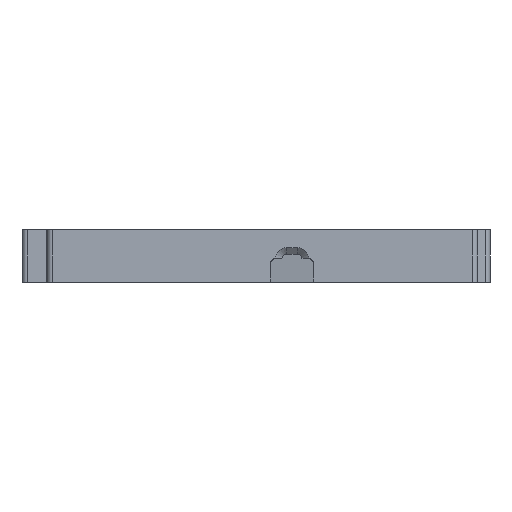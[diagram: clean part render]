
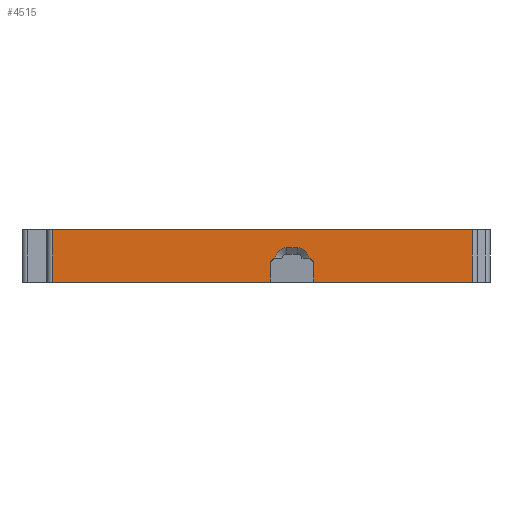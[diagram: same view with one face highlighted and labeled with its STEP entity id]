
A CAD part, left-side view. The second image highlights one B-rep face of the part: STEP entity #4515.
In plain terms, the highlighted planar face has unit normal (-1, 0, 0).
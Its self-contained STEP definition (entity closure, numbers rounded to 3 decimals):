
#312=FACE_OUTER_BOUND('',#546,.T.);
#546=EDGE_LOOP('',(#4021,#4022,#4023,#4024,#4025,#4026,#4027,#4028,#4029,
#4030,#4031,#4032));
#693=CIRCLE('',#4890,2.144);
#695=CIRCLE('',#4894,1.1);
#696=CIRCLE('',#4895,2.144);
#697=CIRCLE('',#4896,1.1);
#922=LINE('',#6746,#1434);
#1012=LINE('',#6982,#1524);
#1022=LINE('',#7006,#1534);
#1070=LINE('',#7115,#1582);
#1197=LINE('',#7449,#1709);
#1198=LINE('',#7451,#1710);
#1199=LINE('',#7458,#1711);
#1200=LINE('',#7459,#1712);
#1434=VECTOR('',#5370,10.);
#1524=VECTOR('',#5612,10.);
#1534=VECTOR('',#5634,10.);
#1582=VECTOR('',#5738,10.);
#1709=VECTOR('',#6115,10.);
#1710=VECTOR('',#6116,10.);
#1711=VECTOR('',#6123,10.);
#1712=VECTOR('',#6124,10.);
#1963=VERTEX_POINT('',#6743);
#1964=VERTEX_POINT('',#6745);
#2034=VERTEX_POINT('',#6980);
#2042=VERTEX_POINT('',#7005);
#2074=VERTEX_POINT('',#7112);
#2075=VERTEX_POINT('',#7114);
#2146=VERTEX_POINT('',#7431);
#2150=VERTEX_POINT('',#7448);
#2151=VERTEX_POINT('',#7450);
#2152=VERTEX_POINT('',#7453);
#2153=VERTEX_POINT('',#7455);
#2154=VERTEX_POINT('',#7457);
#2451=EDGE_CURVE('',#1964,#1963,#922,.T.);
#2574=EDGE_CURVE('',#2034,#1963,#1012,.T.);
#2586=EDGE_CURVE('',#1964,#2042,#1022,.T.);
#2638=EDGE_CURVE('',#2074,#2075,#1070,.T.);
#2795=EDGE_CURVE('',#2075,#2146,#693,.T.);
#2798=EDGE_CURVE('',#2034,#2150,#1197,.T.);
#2799=EDGE_CURVE('',#2150,#2151,#1198,.T.);
#2800=EDGE_CURVE('',#2151,#2146,#695,.T.);
#2801=EDGE_CURVE('',#2152,#2074,#696,.T.);
#2802=EDGE_CURVE('',#2152,#2153,#697,.T.);
#2803=EDGE_CURVE('',#2153,#2154,#1199,.T.);
#2804=EDGE_CURVE('',#2154,#2042,#1200,.T.);
#4021=ORIENTED_EDGE('',*,*,#2574,.F.);
#4022=ORIENTED_EDGE('',*,*,#2798,.T.);
#4023=ORIENTED_EDGE('',*,*,#2799,.T.);
#4024=ORIENTED_EDGE('',*,*,#2800,.T.);
#4025=ORIENTED_EDGE('',*,*,#2795,.F.);
#4026=ORIENTED_EDGE('',*,*,#2638,.F.);
#4027=ORIENTED_EDGE('',*,*,#2801,.F.);
#4028=ORIENTED_EDGE('',*,*,#2802,.T.);
#4029=ORIENTED_EDGE('',*,*,#2803,.T.);
#4030=ORIENTED_EDGE('',*,*,#2804,.T.);
#4031=ORIENTED_EDGE('',*,*,#2586,.F.);
#4032=ORIENTED_EDGE('',*,*,#2451,.T.);
#4292=PLANE('',#4893);
#4515=ADVANCED_FACE('',(#312),#4292,.T.);
#4890=AXIS2_PLACEMENT_3D('',#7442,#6106,#6107);
#4893=AXIS2_PLACEMENT_3D('',#7447,#6113,#6114);
#4894=AXIS2_PLACEMENT_3D('',#7452,#6117,#6118);
#4895=AXIS2_PLACEMENT_3D('',#7454,#6119,#6120);
#4896=AXIS2_PLACEMENT_3D('',#7456,#6121,#6122);
#5370=DIRECTION('',(0.,1.,0.));
#5612=DIRECTION('',(0.,0.,1.));
#5634=DIRECTION('',(0.,0.,-1.));
#5738=DIRECTION('',(0.,1.,0.));
#6106=DIRECTION('center_axis',(-1.,0.,0.));
#6107=DIRECTION('ref_axis',(0.,0.,-1.));
#6113=DIRECTION('center_axis',(-1.,0.,0.));
#6114=DIRECTION('ref_axis',(0.,-1.,0.));
#6115=DIRECTION('',(0.,-1.,0.));
#6116=DIRECTION('',(0.,0.,1.));
#6117=DIRECTION('center_axis',(1.,0.,0.));
#6118=DIRECTION('ref_axis',(0.,0.,1.));
#6119=DIRECTION('center_axis',(-1.,0.,0.));
#6120=DIRECTION('ref_axis',(0.,0.,1.));
#6121=DIRECTION('center_axis',(1.,0.,0.));
#6122=DIRECTION('ref_axis',(0.,-1.,0.));
#6123=DIRECTION('',(0.,0.,-1.));
#6124=DIRECTION('',(0.,-1.,0.));
#6743=CARTESIAN_POINT('',(83.126,-52.827,7.9));
#6745=CARTESIAN_POINT('',(83.126,-132.258,7.9));
#6746=CARTESIAN_POINT('',(83.126,-71.635,7.9));
#6980=CARTESIAN_POINT('',(83.126,-52.827,-2.));
#6982=CARTESIAN_POINT('',(83.126,-52.827,0.));
#7005=CARTESIAN_POINT('',(83.126,-132.258,-2.));
#7006=CARTESIAN_POINT('',(83.126,-132.258,0.));
#7112=CARTESIAN_POINT('',(83.126,-99.188,4.539));
#7114=CARTESIAN_POINT('',(83.126,-97.182,4.539));
#7115=CARTESIAN_POINT('',(83.126,-74.504,4.539));
#7431=CARTESIAN_POINT('',(83.126,-95.04,2.486));
#7442=CARTESIAN_POINT('Origin',(83.126,-97.182,2.395));
#7447=CARTESIAN_POINT('Origin',(83.126,-51.827,0.));
#7448=CARTESIAN_POINT('',(83.126,-94.082,-2.));
#7449=CARTESIAN_POINT('',(83.126,-71.635,-2.));
#7450=CARTESIAN_POINT('',(83.126,-94.082,1.395));
#7451=CARTESIAN_POINT('',(83.126,-94.082,-1.));
#7452=CARTESIAN_POINT('Origin',(83.126,-95.182,1.395));
#7453=CARTESIAN_POINT('',(83.126,-101.33,2.486));
#7454=CARTESIAN_POINT('Origin',(83.126,-99.188,2.395));
#7455=CARTESIAN_POINT('',(83.126,-102.288,1.395));
#7456=CARTESIAN_POINT('Origin',(83.126,-101.188,1.395));
#7457=CARTESIAN_POINT('',(83.126,-102.288,-2.));
#7458=CARTESIAN_POINT('',(83.126,-102.288,0.698));
#7459=CARTESIAN_POINT('',(83.126,-71.635,-2.));
